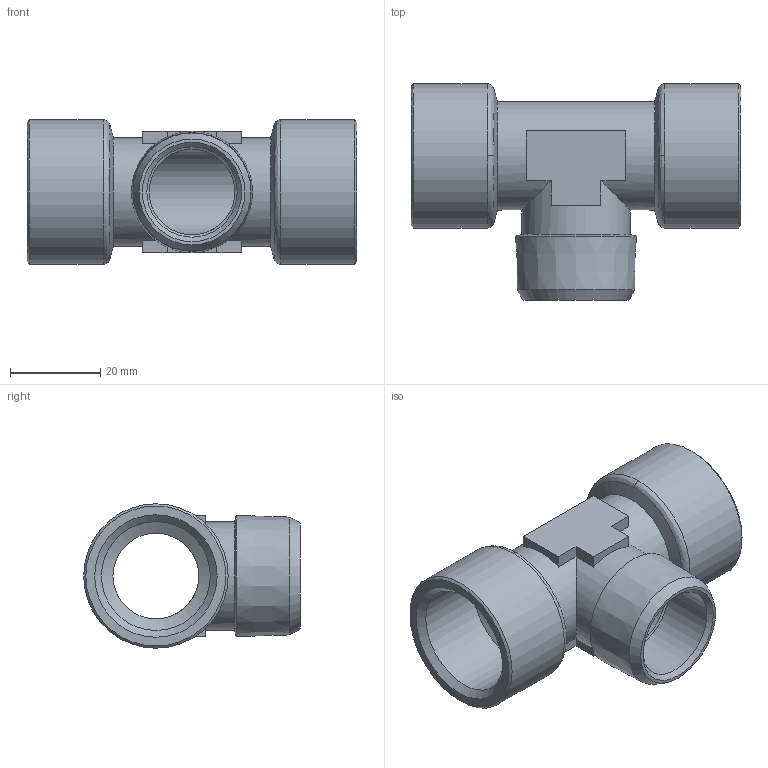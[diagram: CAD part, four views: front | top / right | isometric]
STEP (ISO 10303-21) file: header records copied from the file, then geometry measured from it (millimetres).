
FILE_DESCRIPTION (( 'STEP AP214' ), '1' );
FILE_NAME ('0404000010700A.STEP', '2013-08-07T15:05:31', ( 'ST01' ), ( '' ), 'SwSTEP 2.0', 'SolidWorks 2012', '' );
FILE_SCHEMA (( 'AUTOMOTIVE_DESIGN' ));
Length unit declared in the file: millimetre
Products named in the file (1): 0404000010700A
Bounding box: 73 x 48 x 32 mm (x, y, z)
Volume: 24177.2 mm3; surface area: 15684.9 mm2
Topology: 1 solids, 1 shells, 47 faces, 119 edges, 73 vertices
Faces by surface type: plane 21, cone 13, cylinder 9, bspline 4
Full cylindrical faces by diameter (mm): 19 x2, 20 x1, 24 x2, 24.117 x2, 32 x2
Entity records: 1285 total; most frequent: CARTESIAN_POINT 285, DIRECTION 202, ORIENTED_EDGE 172, EDGE_CURVE 86, AXIS2_PLACEMENT_3D 80, EDGE_LOOP 74, VERTEX_POINT 64, FACE_OUTER_BOUND 56
